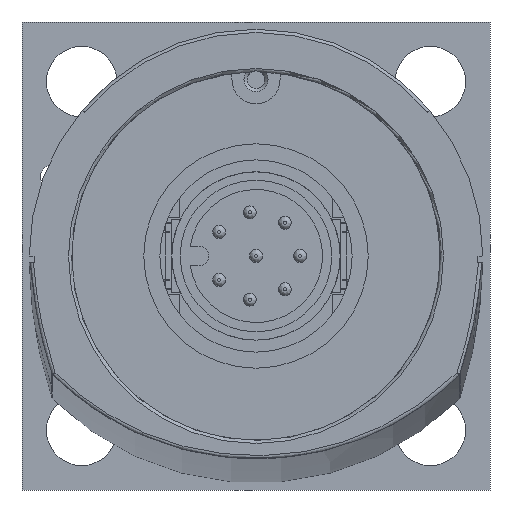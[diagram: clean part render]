
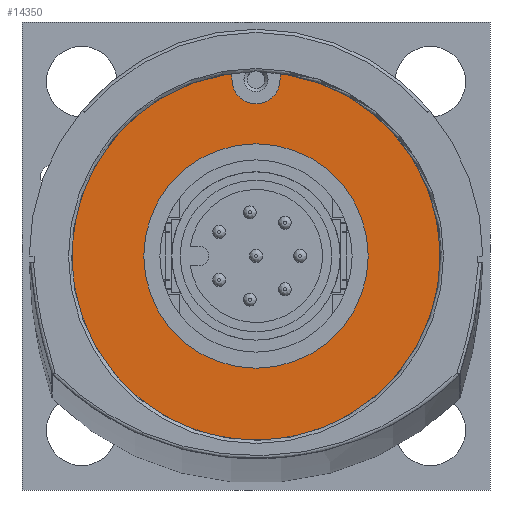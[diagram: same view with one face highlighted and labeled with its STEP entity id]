
A CAD part, left-side view. The second image highlights one B-rep face of the part: STEP entity #14350.
In plain terms, the highlighted planar face has unit normal (-1, 0, 0).
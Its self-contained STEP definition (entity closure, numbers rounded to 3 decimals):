
#253=FACE_BOUND('',#1774,.T.);
#984=FACE_OUTER_BOUND('',#1773,.T.);
#1773=EDGE_LOOP('',(#11218,#11219,#11220,#11221,#11222,#11223));
#1774=EDGE_LOOP('',(#11224));
#2486=CIRCLE('',#15524,0.2);
#2488=CIRCLE('',#15528,0.2);
#2490=CIRCLE('',#15531,11.5);
#2498=CIRCLE('',#15542,1.5);
#2499=CIRCLE('',#15545,7.);
#3605=LINE('',#23917,#4894);
#3610=LINE('',#23947,#4899);
#4894=VECTOR('',#18690,10.);
#4899=VECTOR('',#18729,10.);
#6169=VERTEX_POINT('',#23904);
#6170=VERTEX_POINT('',#23905);
#6174=VERTEX_POINT('',#23915);
#6175=VERTEX_POINT('',#23919);
#6176=VERTEX_POINT('',#23920);
#6182=VERTEX_POINT('',#23943);
#6183=VERTEX_POINT('',#23949);
#7924=EDGE_CURVE('',#6169,#6170,#2486,.T.);
#7930=EDGE_CURVE('',#6170,#6174,#3605,.T.);
#7931=EDGE_CURVE('',#6175,#6176,#2488,.T.);
#7935=EDGE_CURVE('',#6176,#6169,#2490,.T.);
#7945=EDGE_CURVE('',#6174,#6182,#2498,.T.);
#7946=EDGE_CURVE('',#6182,#6175,#3610,.T.);
#7947=EDGE_CURVE('',#6183,#6183,#2499,.T.);
#11218=ORIENTED_EDGE('',*,*,#7924,.T.);
#11219=ORIENTED_EDGE('',*,*,#7930,.T.);
#11220=ORIENTED_EDGE('',*,*,#7945,.T.);
#11221=ORIENTED_EDGE('',*,*,#7946,.T.);
#11222=ORIENTED_EDGE('',*,*,#7931,.T.);
#11223=ORIENTED_EDGE('',*,*,#7935,.T.);
#11224=ORIENTED_EDGE('',*,*,#7947,.T.);
#12951=PLANE('',#15544);
#14350=ADVANCED_FACE('',(#984,#253),#12951,.F.);
#15524=AXIS2_PLACEMENT_3D('',#23906,#18680,#18681);
#15528=AXIS2_PLACEMENT_3D('',#23921,#18693,#18694);
#15531=AXIS2_PLACEMENT_3D('',#23928,#18701,#18702);
#15542=AXIS2_PLACEMENT_3D('',#23945,#18725,#18726);
#15544=AXIS2_PLACEMENT_3D('',#23948,#18730,#18731);
#15545=AXIS2_PLACEMENT_3D('',#23950,#18732,#18733);
#18680=DIRECTION('center_axis',(-1.,0.,0.));
#18681=DIRECTION('ref_axis',(0.,0.652,0.758));
#18690=DIRECTION('',(0.,0.,-1.));
#18693=DIRECTION('center_axis',(-1.,0.,0.));
#18694=DIRECTION('ref_axis',(0.,-0.652,0.758));
#18701=DIRECTION('center_axis',(-1.,0.,0.));
#18702=DIRECTION('ref_axis',(0.,1.,0.));
#18725=DIRECTION('center_axis',(1.,0.,0.));
#18726=DIRECTION('ref_axis',(0.,1.,0.));
#18729=DIRECTION('',(0.,0.,1.));
#18730=DIRECTION('center_axis',(1.,0.,0.));
#18731=DIRECTION('ref_axis',(0.,1.,0.));
#18732=DIRECTION('center_axis',(1.,0.,0.));
#18733=DIRECTION('ref_axis',(0.,1.,0.));
#23904=CARTESIAN_POINT('',(-119.4,-1.73,11.369));
#23905=CARTESIAN_POINT('',(-119.4,-1.5,11.171));
#23906=CARTESIAN_POINT('Origin',(-119.4,-1.7,11.171));
#23915=CARTESIAN_POINT('',(-119.4,-1.5,11.));
#23917=CARTESIAN_POINT('',(-119.4,-1.5,5.701));
#23919=CARTESIAN_POINT('',(-119.4,1.5,11.171));
#23920=CARTESIAN_POINT('',(-119.4,1.73,11.369));
#23921=CARTESIAN_POINT('Origin',(-119.4,1.7,11.171));
#23928=CARTESIAN_POINT('Origin',(-119.4,0.,0.));
#23943=CARTESIAN_POINT('',(-119.4,1.5,11.));
#23945=CARTESIAN_POINT('Origin',(-119.4,0.,11.));
#23947=CARTESIAN_POINT('',(-119.4,1.5,5.5));
#23948=CARTESIAN_POINT('Origin',(-119.4,0.,0.));
#23949=CARTESIAN_POINT('',(-119.4,-7.,0.));
#23950=CARTESIAN_POINT('Origin',(-119.4,0.,0.));
